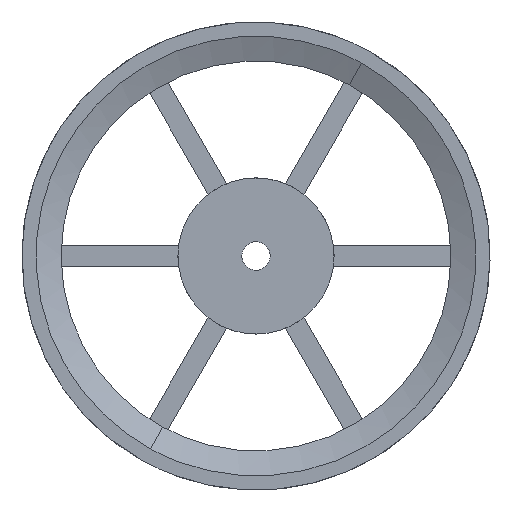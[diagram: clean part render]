
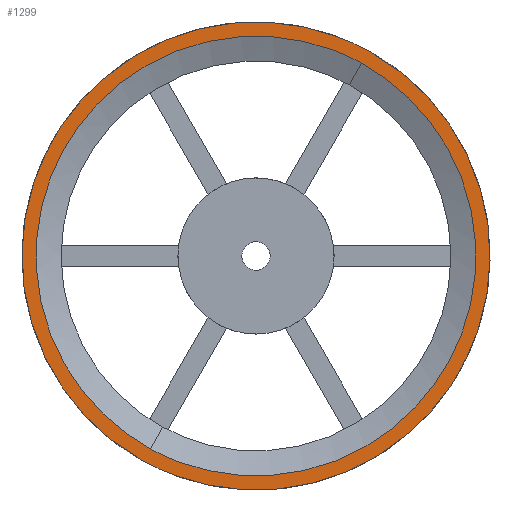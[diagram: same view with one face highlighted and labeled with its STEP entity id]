
A CAD part, front view. The second image highlights one B-rep face of the part: STEP entity #1299.
In plain terms, the highlighted free-form (B-spline) face has degree [1, 1] with [2, 2] control points.
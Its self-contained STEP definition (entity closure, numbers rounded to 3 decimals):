
#1243 = VERTEX_POINT('',#1244);
#1244 = CARTESIAN_POINT('',(-103.515,0.131,
    -189.483));
#1249 = EDGE_CURVE('',#1243,#1250,#1252,.T.);
#1250 = VERTEX_POINT('',#1251);
#1251 = CARTESIAN_POINT('',(103.515,0.131,
    189.483));
#1252 = ( BOUNDED_CURVE() B_SPLINE_CURVE(2,(#1253,#1254,#1255,#1256,
#1257),.UNSPECIFIED.,.F.,.F.) B_SPLINE_CURVE_WITH_KNOTS((3,2,3),(
    3.642,5.212,6.783),
.PIECEWISE_BEZIER_KNOTS.) CURVE() GEOMETRIC_REPRESENTATION_ITEM() 
RATIONAL_B_SPLINE_CURVE((1.,0.707,1.,0.707,1.)) 
REPRESENTATION_ITEM('') );
#1253 = CARTESIAN_POINT('',(-103.515,0.131,
    -189.483));
#1254 = CARTESIAN_POINT('',(-292.998,0.131,
    -85.968));
#1255 = CARTESIAN_POINT('',(-189.483,0.131,
    103.515));
#1256 = CARTESIAN_POINT('',(-85.968,0.131,
    292.998));
#1257 = CARTESIAN_POINT('',(103.515,0.131,
    189.483));
#1280 = EDGE_CURVE('',#1250,#1243,#1281,.T.);
#1281 = ( BOUNDED_CURVE() B_SPLINE_CURVE(2,(#1282,#1283,#1284,#1285,
#1286),.UNSPECIFIED.,.F.,.F.) B_SPLINE_CURVE_WITH_KNOTS((3,2,3),(0.5,
2.071,3.642),.PIECEWISE_BEZIER_KNOTS.) CURVE() 
GEOMETRIC_REPRESENTATION_ITEM() RATIONAL_B_SPLINE_CURVE((1.,
0.707,1.,0.707,1.)) REPRESENTATION_ITEM('') );
#1282 = CARTESIAN_POINT('',(103.515,0.131,
    189.483));
#1283 = CARTESIAN_POINT('',(292.998,0.131,
    85.968));
#1284 = CARTESIAN_POINT('',(189.483,0.131,
    -103.515));
#1285 = CARTESIAN_POINT('',(85.968,0.131,
    -292.998));
#1286 = CARTESIAN_POINT('',(-103.515,0.131,
    -189.483));
#1299 = ADVANCED_FACE('',(#1300,#1304),#1326,.F.);
#1300 = FACE_BOUND('',#1301,.T.);
#1301 = EDGE_LOOP('',(#1302,#1303));
#1302 = ORIENTED_EDGE('',*,*,#1280,.F.);
#1303 = ORIENTED_EDGE('',*,*,#1249,.F.);
#1304 = FACE_BOUND('',#1305,.T.);
#1305 = EDGE_LOOP('',(#1306,#1318));
#1306 = ORIENTED_EDGE('',*,*,#1307,.T.);
#1307 = EDGE_CURVE('',#1308,#1310,#1312,.T.);
#1308 = VERTEX_POINT('',#1309);
#1309 = CARTESIAN_POINT('',(-97.241,0.131,
    -177.999));
#1310 = VERTEX_POINT('',#1311);
#1311 = CARTESIAN_POINT('',(97.241,0.131,
    177.999));
#1312 = ( BOUNDED_CURVE() B_SPLINE_CURVE(2,(#1313,#1314,#1315,#1316,
#1317),.UNSPECIFIED.,.F.,.F.) B_SPLINE_CURVE_WITH_KNOTS((3,2,3),(
    3.642,5.212,6.783),
.PIECEWISE_BEZIER_KNOTS.) CURVE() GEOMETRIC_REPRESENTATION_ITEM() 
RATIONAL_B_SPLINE_CURVE((1.,0.707,1.,0.707,1.)) 
REPRESENTATION_ITEM('') );
#1313 = CARTESIAN_POINT('',(-97.241,0.131,
    -177.999));
#1314 = CARTESIAN_POINT('',(-275.24,0.131,
    -80.758));
#1315 = CARTESIAN_POINT('',(-177.999,0.131,
    97.241));
#1316 = CARTESIAN_POINT('',(-80.758,0.131,
    275.24));
#1317 = CARTESIAN_POINT('',(97.241,0.131,
    177.999));
#1318 = ORIENTED_EDGE('',*,*,#1319,.T.);
#1319 = EDGE_CURVE('',#1310,#1308,#1320,.T.);
#1320 = ( BOUNDED_CURVE() B_SPLINE_CURVE(2,(#1321,#1322,#1323,#1324,
#1325),.UNSPECIFIED.,.F.,.F.) B_SPLINE_CURVE_WITH_KNOTS((3,2,3),(
    0.5,2.071,3.642),
.PIECEWISE_BEZIER_KNOTS.) CURVE() GEOMETRIC_REPRESENTATION_ITEM() 
RATIONAL_B_SPLINE_CURVE((1.,0.707,1.,0.707,1.)) 
REPRESENTATION_ITEM('') );
#1321 = CARTESIAN_POINT('',(97.241,0.131,
    177.999));
#1322 = CARTESIAN_POINT('',(275.24,0.131,
    80.758));
#1323 = CARTESIAN_POINT('',(177.999,0.131,
    -97.241));
#1324 = CARTESIAN_POINT('',(80.758,0.131,
    -275.24));
#1325 = CARTESIAN_POINT('',(-97.241,0.131,
    -177.999));
#1326 = B_SPLINE_SURFACE_WITH_KNOTS('',1,1,(
    (#1327,#1328)
    ,(#1329,#1330
    )),.UNSPECIFIED.,.F.,.F.,.F.,(2,2),(2,2),(-209.55,
    209.55),(-12.7,406.4),.PIECEWISE_BEZIER_KNOTS.);
#1327 = CARTESIAN_POINT('',(-215.915,0.131,
    215.915));
#1328 = CARTESIAN_POINT('',(-215.915,0.131,
    -215.915));
#1329 = CARTESIAN_POINT('',(215.915,0.131,
    215.915));
#1330 = CARTESIAN_POINT('',(215.915,0.131,
    -215.915));
